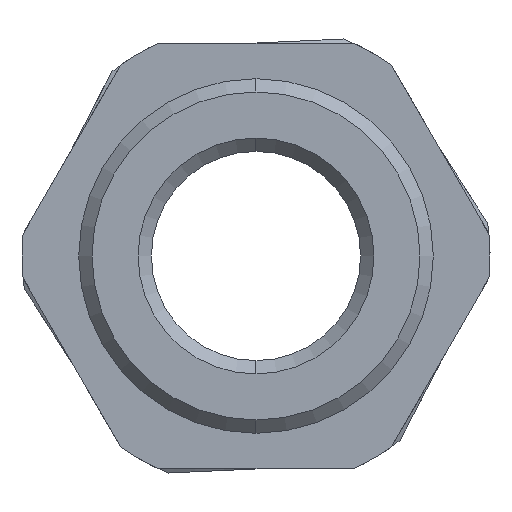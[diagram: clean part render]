
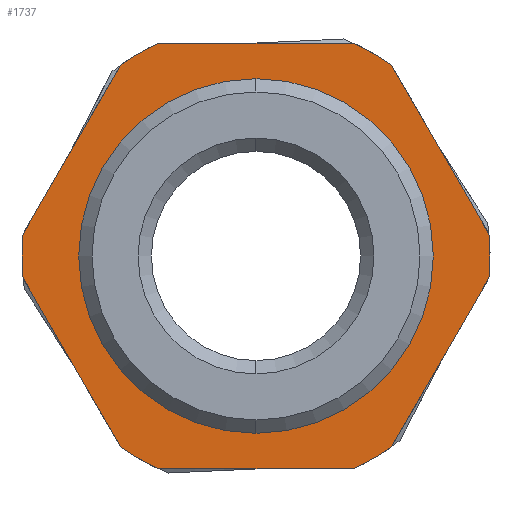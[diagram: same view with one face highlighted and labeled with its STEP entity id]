
A CAD part, left-side view. The second image highlights one B-rep face of the part: STEP entity #1737.
In plain terms, the highlighted planar face has unit normal (-1, 0, 0).
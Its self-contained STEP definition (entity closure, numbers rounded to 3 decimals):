
#25 = DIRECTION ( 'NONE',  ( 0., 1., 0. ) ) ;
#26 = CARTESIAN_POINT ( 'NONE',  ( 10.3, 0., 0. ) ) ;
#38 = CARTESIAN_POINT ( 'NONE',  ( 10.3, 7.643, -10.762 ) ) ;
#88 = ORIENTED_EDGE ( 'NONE', *, *, #1810, .F. ) ;
#95 = ORIENTED_EDGE ( 'NONE', *, *, #544, .F. ) ;
#111 = CIRCLE ( 'NONE', #596, 13.2 ) ;
#132 = CARTESIAN_POINT ( 'NONE',  ( 10.3, 0., 0. ) ) ;
#186 = CARTESIAN_POINT ( 'NONE',  ( 10.3, 0., 0. ) ) ;
#193 = VERTEX_POINT ( 'NONE', #4587 ) ;
#228 = CARTESIAN_POINT ( 'NONE',  ( 10.3, 0., 10. ) ) ;
#321 = DIRECTION ( 'NONE',  ( 0., 0., -1. ) ) ;
#330 = AXIS2_PLACEMENT_3D ( 'NONE', #1185, #2251, #492 ) ;
#372 = AXIS2_PLACEMENT_3D ( 'NONE', #3861, #1694, #321 ) ;
#386 = EDGE_CURVE ( 'NONE', #4310, #1627, #2780, .T. ) ;
#408 = AXIS2_PLACEMENT_3D ( 'NONE', #132, #2289, #878 ) ;
#414 = DIRECTION ( 'NONE',  ( 1., 0., 0. ) ) ;
#450 = ORIENTED_EDGE ( 'NONE', *, *, #604, .F. ) ;
#471 = ORIENTED_EDGE ( 'NONE', *, *, #1284, .F. ) ;
#492 = DIRECTION ( 'NONE',  ( 0., 0., -1. ) ) ;
#494 = VERTEX_POINT ( 'NONE', #3749 ) ;
#544 = EDGE_CURVE ( 'NONE', #554, #3674, #3582, .T. ) ;
#554 = VERTEX_POINT ( 'NONE', #1920 ) ;
#594 = VERTEX_POINT ( 'NONE', #4064 ) ;
#596 = AXIS2_PLACEMENT_3D ( 'NONE', #1683, #4180, #2050 ) ;
#604 = EDGE_CURVE ( 'NONE', #2869, #193, #3787, .T. ) ;
#689 = CARTESIAN_POINT ( 'NONE',  ( 10.3, 13.142, 1.238 ) ) ;
#735 = EDGE_CURVE ( 'NONE', #2633, #2989, #1334, .T. ) ;
#769 = VECTOR ( 'NONE', #2916, 1000. ) ;
#800 = VERTEX_POINT ( 'NONE', #3555 ) ;
#846 = ORIENTED_EDGE ( 'NONE', *, *, #2769, .F. ) ;
#868 = EDGE_CURVE ( 'NONE', #2989, #494, #1115, .T. ) ;
#878 = DIRECTION ( 'NONE',  ( 0., 0., -1. ) ) ;
#933 = VECTOR ( 'NONE', #4176, 1000. ) ;
#1000 = ORIENTED_EDGE ( 'NONE', *, *, #3017, .F. ) ;
#1109 = DIRECTION ( 'NONE',  ( 0., 0., -1. ) ) ;
#1115 = CIRCLE ( 'NONE', #3927, 13.2 ) ;
#1157 = LINE ( 'NONE', #2142, #3769 ) ;
#1185 = CARTESIAN_POINT ( 'NONE',  ( 10.3, 0., 0. ) ) ;
#1284 = EDGE_CURVE ( 'NONE', #3674, #2869, #1710, .T. ) ;
#1334 = LINE ( 'NONE', #1414, #2950 ) ;
#1365 = CARTESIAN_POINT ( 'NONE',  ( 10.3, 0., -10. ) ) ;
#1414 = CARTESIAN_POINT ( 'NONE',  ( 10.3, -13.142, -1.238 ) ) ;
#1534 = VERTEX_POINT ( 'NONE', #1980 ) ;
#1581 = ORIENTED_EDGE ( 'NONE', *, *, #3421, .F. ) ;
#1627 = VERTEX_POINT ( 'NONE', #228 ) ;
#1683 = CARTESIAN_POINT ( 'NONE',  ( 10.3, 0., 0. ) ) ;
#1694 = DIRECTION ( 'NONE',  ( 1., 0., 0. ) ) ;
#1710 = LINE ( 'NONE', #3194, #4443 ) ;
#1737 = ADVANCED_FACE ( 'NONE', ( #1978, #3299 ), #3865, .F. ) ;
#1778 = CARTESIAN_POINT ( 'NONE',  ( 10.3, 0., 0. ) ) ;
#1800 = ORIENTED_EDGE ( 'NONE', *, *, #2586, .F. ) ;
#1810 = EDGE_CURVE ( 'NONE', #494, #4195, #1157, .T. ) ;
#1920 = CARTESIAN_POINT ( 'NONE',  ( 10.3, 13.142, -1.238 ) ) ;
#1935 = DIRECTION ( 'NONE',  ( 0., 0., -1. ) ) ;
#1967 = ORIENTED_EDGE ( 'NONE', *, *, #868, .F. ) ;
#1978 = FACE_BOUND ( 'NONE', #1997, .T. ) ;
#1980 = CARTESIAN_POINT ( 'NONE',  ( 10.3, -13.142, 1.238 ) ) ;
#1997 = EDGE_LOOP ( 'NONE', ( #3451, #2451 ) ) ;
#2022 = CARTESIAN_POINT ( 'NONE',  ( 10.3, 7.643, -10.762 ) ) ;
#2050 = DIRECTION ( 'NONE',  ( 0., 0., -1. ) ) ;
#2142 = CARTESIAN_POINT ( 'NONE',  ( 10.3, -5.499, -12. ) ) ;
#2146 = EDGE_LOOP ( 'NONE', ( #1967, #2928, #1800, #846, #3301, #3756, #450, #471, #95, #1000, #1581, #88 ) ) ;
#2220 = DIRECTION ( 'NONE',  ( 0., -0.5, -0.866 ) ) ;
#2251 = DIRECTION ( 'NONE',  ( 1., 0., 0. ) ) ;
#2279 = AXIS2_PLACEMENT_3D ( 'NONE', #4198, #3831, #4178 ) ;
#2283 = AXIS2_PLACEMENT_3D ( 'NONE', #1778, #2850, #4250 ) ;
#2289 = DIRECTION ( 'NONE',  ( 1., 0., 0. ) ) ;
#2389 = AXIS2_PLACEMENT_3D ( 'NONE', #186, #2634, #3061 ) ;
#2446 = CARTESIAN_POINT ( 'NONE',  ( 10.3, -7.643, -10.762 ) ) ;
#2451 = ORIENTED_EDGE ( 'NONE', *, *, #4084, .T. ) ;
#2496 = EDGE_CURVE ( 'NONE', #193, #594, #3775, .T. ) ;
#2586 = EDGE_CURVE ( 'NONE', #1534, #2633, #111, .T. ) ;
#2633 = VERTEX_POINT ( 'NONE', #3915 ) ;
#2634 = DIRECTION ( 'NONE',  ( 1., 0., 0. ) ) ;
#2693 = VERTEX_POINT ( 'NONE', #38 ) ;
#2742 = CARTESIAN_POINT ( 'NONE',  ( 10.3, 7.643, 10.762 ) ) ;
#2769 = EDGE_CURVE ( 'NONE', #800, #1534, #3520, .T. ) ;
#2780 = CIRCLE ( 'NONE', #330, 10. ) ;
#2838 = CIRCLE ( 'NONE', #372, 13.2 ) ;
#2850 = DIRECTION ( 'NONE',  ( 1., 0., 0. ) ) ;
#2869 = VERTEX_POINT ( 'NONE', #2742 ) ;
#2916 = DIRECTION ( 'NONE',  ( 0., -1., 0. ) ) ;
#2928 = ORIENTED_EDGE ( 'NONE', *, *, #735, .F. ) ;
#2950 = VECTOR ( 'NONE', #4615, 1000. ) ;
#2965 = CARTESIAN_POINT ( 'NONE',  ( 10.3, 5.499, 12. ) ) ;
#2989 = VERTEX_POINT ( 'NONE', #2446 ) ;
#3017 = EDGE_CURVE ( 'NONE', #2693, #554, #4149, .T. ) ;
#3030 = CARTESIAN_POINT ( 'NONE',  ( 10.3, 0., 0. ) ) ;
#3061 = DIRECTION ( 'NONE',  ( 0., 0., -1. ) ) ;
#3194 = CARTESIAN_POINT ( 'NONE',  ( 10.3, 13.142, 1.238 ) ) ;
#3231 = CARTESIAN_POINT ( 'NONE',  ( 10.3, 5.499, -12. ) ) ;
#3299 = FACE_OUTER_BOUND ( 'NONE', #2146, .T. ) ;
#3301 = ORIENTED_EDGE ( 'NONE', *, *, #4055, .F. ) ;
#3402 = VECTOR ( 'NONE', #2220, 1000. ) ;
#3419 = DIRECTION ( 'NONE',  ( 1., 0., 0. ) ) ;
#3421 = EDGE_CURVE ( 'NONE', #4195, #2693, #4240, .T. ) ;
#3451 = ORIENTED_EDGE ( 'NONE', *, *, #386, .T. ) ;
#3520 = LINE ( 'NONE', #3655, #3402 ) ;
#3555 = CARTESIAN_POINT ( 'NONE',  ( 10.3, -7.643, 10.762 ) ) ;
#3582 = CIRCLE ( 'NONE', #4151, 13.2 ) ;
#3655 = CARTESIAN_POINT ( 'NONE',  ( 10.3, -7.643, 10.762 ) ) ;
#3674 = VERTEX_POINT ( 'NONE', #689 ) ;
#3749 = CARTESIAN_POINT ( 'NONE',  ( 10.3, -5.499, -12. ) ) ;
#3756 = ORIENTED_EDGE ( 'NONE', *, *, #2496, .F. ) ;
#3769 = VECTOR ( 'NONE', #25, 1000. ) ;
#3775 = LINE ( 'NONE', #2965, #769 ) ;
#3787 = CIRCLE ( 'NONE', #2389, 13.2 ) ;
#3831 = DIRECTION ( 'NONE',  ( 1., 0., 0. ) ) ;
#3861 = CARTESIAN_POINT ( 'NONE',  ( 10.3, 0., 0. ) ) ;
#3865 = PLANE ( 'NONE',  #2279 ) ;
#3915 = CARTESIAN_POINT ( 'NONE',  ( 10.3, -13.142, -1.238 ) ) ;
#3927 = AXIS2_PLACEMENT_3D ( 'NONE', #26, #414, #1109 ) ;
#4055 = EDGE_CURVE ( 'NONE', #594, #800, #2838, .T. ) ;
#4064 = CARTESIAN_POINT ( 'NONE',  ( 10.3, -5.499, 12. ) ) ;
#4084 = EDGE_CURVE ( 'NONE', #1627, #4310, #4227, .T. ) ;
#4149 = LINE ( 'NONE', #2022, #933 ) ;
#4151 = AXIS2_PLACEMENT_3D ( 'NONE', #3030, #3419, #1935 ) ;
#4176 = DIRECTION ( 'NONE',  ( 0., 0.5, 0.866 ) ) ;
#4178 = DIRECTION ( 'NONE',  ( 0., 0., -1. ) ) ;
#4180 = DIRECTION ( 'NONE',  ( 1., 0., 0. ) ) ;
#4195 = VERTEX_POINT ( 'NONE', #3231 ) ;
#4198 = CARTESIAN_POINT ( 'NONE',  ( 10.3, 10., 0. ) ) ;
#4227 = CIRCLE ( 'NONE', #2283, 10. ) ;
#4240 = CIRCLE ( 'NONE', #408, 13.2 ) ;
#4250 = DIRECTION ( 'NONE',  ( 0., 0., -1. ) ) ;
#4310 = VERTEX_POINT ( 'NONE', #1365 ) ;
#4443 = VECTOR ( 'NONE', #4586, 1000. ) ;
#4586 = DIRECTION ( 'NONE',  ( 0., -0.5, 0.866 ) ) ;
#4587 = CARTESIAN_POINT ( 'NONE',  ( 10.3, 5.499, 12. ) ) ;
#4615 = DIRECTION ( 'NONE',  ( 0., 0.5, -0.866 ) ) ;
